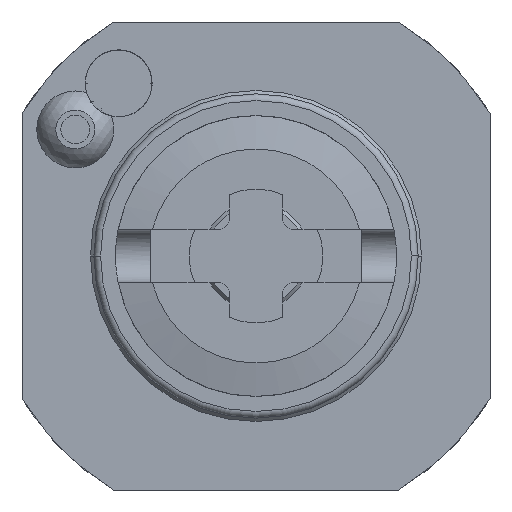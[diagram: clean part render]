
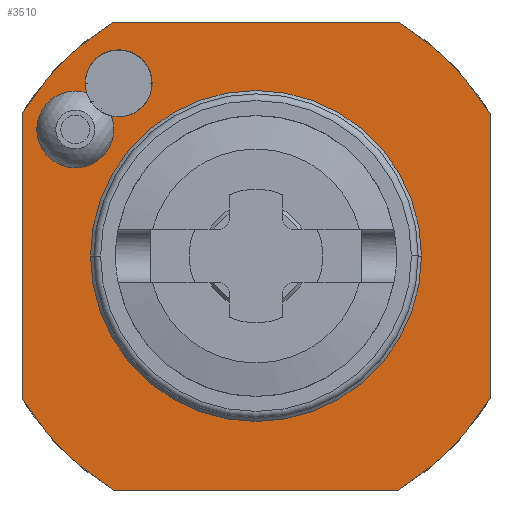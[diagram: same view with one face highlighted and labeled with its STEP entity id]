
A CAD part, left-side view. The second image highlights one B-rep face of the part: STEP entity #3510.
In plain terms, the highlighted planar face has unit normal (-1, 0, 0).
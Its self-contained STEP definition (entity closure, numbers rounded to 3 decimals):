
#1=CARTESIAN_POINT('',(-42.,0.,0.));
#2=DIRECTION('',(1.,0.,0.));
#3=DIRECTION('',(0.,-0.854,-0.521));
#4=AXIS2_PLACEMENT_3D('',#1,#2,#3);
#6=DIRECTION('',(0.,1.,0.));
#7=VECTOR('',#6,42.708);
#8=CARTESIAN_POINT('',(-42.,-21.354,-35.));
#9=LINE('',#8,#7);
#10=CARTESIAN_POINT('',(-42.,0.,0.));
#11=DIRECTION('',(1.,0.,0.));
#12=DIRECTION('',(0.,0.521,-0.854));
#13=AXIS2_PLACEMENT_3D('',#10,#11,#12);
#15=DIRECTION('',(0.,0.,1.));
#16=VECTOR('',#15,42.708);
#17=CARTESIAN_POINT('',(-42.,35.,-21.354));
#18=LINE('',#17,#16);
#19=CARTESIAN_POINT('',(-42.,0.,0.));
#20=DIRECTION('',(1.,0.,0.));
#21=DIRECTION('',(0.,0.854,0.521));
#22=AXIS2_PLACEMENT_3D('',#19,#20,#21);
#24=DIRECTION('',(0.,-1.,0.));
#25=VECTOR('',#24,42.708);
#26=CARTESIAN_POINT('',(-42.,21.354,35.));
#27=LINE('',#26,#25);
#28=CARTESIAN_POINT('',(-42.,0.,0.));
#29=DIRECTION('',(1.,0.,0.));
#30=DIRECTION('',(0.,-0.521,0.854));
#31=AXIS2_PLACEMENT_3D('',#28,#29,#30);
#33=DIRECTION('',(0.,0.,-1.));
#34=VECTOR('',#33,42.708);
#35=CARTESIAN_POINT('',(-42.,-35.,21.354));
#36=LINE('',#35,#34);
#37=CARTESIAN_POINT('',(-42.,0.,0.));
#38=DIRECTION('',(-1.,0.,0.));
#39=DIRECTION('',(0.,1.,0.));
#40=AXIS2_PLACEMENT_3D('',#37,#38,#39);
#42=CARTESIAN_POINT('',(-42.,0.,0.));
#43=DIRECTION('',(-1.,0.,0.));
#44=DIRECTION('',(0.,-1.,0.));
#45=AXIS2_PLACEMENT_3D('',#42,#43,#44);
#47=CARTESIAN_POINT('',(-42.,27.032,18.928));
#48=DIRECTION('',(1.,0.,0.));
#49=DIRECTION('',(0.,0.,1.));
#50=AXIS2_PLACEMENT_3D('',#47,#48,#49);
#52=CARTESIAN_POINT('',(-42.,27.032,18.928));
#53=DIRECTION('',(1.,0.,0.));
#54=DIRECTION('',(0.,0.,-1.));
#55=AXIS2_PLACEMENT_3D('',#52,#53,#54);
#57=CARTESIAN_POINT('',(-42.,20.543,25.826));
#58=DIRECTION('',(1.,0.,0.));
#59=DIRECTION('',(0.,1.,0.));
#60=AXIS2_PLACEMENT_3D('',#57,#58,#59);
#62=CARTESIAN_POINT('',(-42.,20.543,25.826));
#63=DIRECTION('',(1.,0.,0.));
#64=DIRECTION('',(0.,-1.,0.));
#65=AXIS2_PLACEMENT_3D('',#62,#63,#64);
#2784=CARTESIAN_POINT('',(-42.,-35.,-21.354));
#2785=CARTESIAN_POINT('',(-42.,-21.354,-35.));
#2786=VERTEX_POINT('',#2784);
#2787=VERTEX_POINT('',#2785);
#2788=CARTESIAN_POINT('',(-42.,21.354,-35.));
#2789=VERTEX_POINT('',#2788);
#2790=CARTESIAN_POINT('',(-42.,35.,-21.354));
#2791=VERTEX_POINT('',#2790);
#2792=CARTESIAN_POINT('',(-42.,35.,21.354));
#2793=VERTEX_POINT('',#2792);
#2794=CARTESIAN_POINT('',(-42.,21.354,35.));
#2795=VERTEX_POINT('',#2794);
#2796=CARTESIAN_POINT('',(-42.,-21.354,35.));
#2797=VERTEX_POINT('',#2796);
#2798=CARTESIAN_POINT('',(-42.,-35.,21.354));
#2799=VERTEX_POINT('',#2798);
#3111=CARTESIAN_POINT('',(-42.,24.75,0.));
#3112=CARTESIAN_POINT('',(-42.,-24.75,0.));
#3113=VERTEX_POINT('',#3111);
#3114=VERTEX_POINT('',#3112);
#3123=CARTESIAN_POINT('',(-42.,27.032,24.682));
#3124=CARTESIAN_POINT('',(-42.,27.032,13.174));
#3125=VERTEX_POINT('',#3123);
#3126=VERTEX_POINT('',#3124);
#3135=CARTESIAN_POINT('',(-42.,23.543,25.826));
#3136=CARTESIAN_POINT('',(-42.,17.543,25.826));
#3137=VERTEX_POINT('',#3135);
#3138=VERTEX_POINT('',#3136);
#3469=CARTESIAN_POINT('',(-42.,0.,0.));
#3470=DIRECTION('',(1.,0.,0.));
#3471=DIRECTION('',(0.,0.,1.));
#3472=AXIS2_PLACEMENT_3D('',#3469,#3470,#3471);
#3473=PLANE('',#3472);
#3475=ORIENTED_EDGE('',*,*,#3474,.T.);
#3477=ORIENTED_EDGE('',*,*,#3476,.T.);
#3479=ORIENTED_EDGE('',*,*,#3478,.T.);
#3481=ORIENTED_EDGE('',*,*,#3480,.T.);
#3483=ORIENTED_EDGE('',*,*,#3482,.T.);
#3485=ORIENTED_EDGE('',*,*,#3484,.T.);
#3487=ORIENTED_EDGE('',*,*,#3486,.T.);
#3489=ORIENTED_EDGE('',*,*,#3488,.T.);
#3490=EDGE_LOOP('',(#3475,#3477,#3479,#3481,#3483,#3485,#3487,#3489));
#3491=FACE_OUTER_BOUND('',#3490,.F.);
#3493=ORIENTED_EDGE('',*,*,#3492,.T.);
#3495=ORIENTED_EDGE('',*,*,#3494,.T.);
#3496=EDGE_LOOP('',(#3493,#3495));
#3497=FACE_BOUND('',#3496,.F.);
#3499=ORIENTED_EDGE('',*,*,#3498,.F.);
#3501=ORIENTED_EDGE('',*,*,#3500,.F.);
#3502=EDGE_LOOP('',(#3499,#3501));
#3503=FACE_BOUND('',#3502,.F.);
#3505=ORIENTED_EDGE('',*,*,#3504,.F.);
#3507=ORIENTED_EDGE('',*,*,#3506,.F.);
#3508=EDGE_LOOP('',(#3505,#3507));
#3509=FACE_BOUND('',#3508,.F.);
#3510=ADVANCED_FACE('',(#3491,#3497,#3503,#3509),#3473,.F.);
#5=CIRCLE('',#4,41.);
#14=CIRCLE('',#13,41.);
#23=CIRCLE('',#22,41.);
#32=CIRCLE('',#31,41.);
#41=CIRCLE('',#40,24.75);
#46=CIRCLE('',#45,24.75);
#51=CIRCLE('',#50,5.754);
#56=CIRCLE('',#55,5.754);
#61=CIRCLE('',#60,3.);
#66=CIRCLE('',#65,3.);
#3474=EDGE_CURVE('',#2786,#2787,#5,.T.);
#3476=EDGE_CURVE('',#2787,#2789,#9,.T.);
#3478=EDGE_CURVE('',#2789,#2791,#14,.T.);
#3480=EDGE_CURVE('',#2791,#2793,#18,.T.);
#3482=EDGE_CURVE('',#2793,#2795,#23,.T.);
#3484=EDGE_CURVE('',#2795,#2797,#27,.T.);
#3486=EDGE_CURVE('',#2797,#2799,#32,.T.);
#3488=EDGE_CURVE('',#2799,#2786,#36,.T.);
#3492=EDGE_CURVE('',#3113,#3114,#41,.T.);
#3494=EDGE_CURVE('',#3114,#3113,#46,.T.);
#3498=EDGE_CURVE('',#3125,#3126,#51,.T.);
#3500=EDGE_CURVE('',#3126,#3125,#56,.T.);
#3504=EDGE_CURVE('',#3137,#3138,#61,.T.);
#3506=EDGE_CURVE('',#3138,#3137,#66,.T.);
